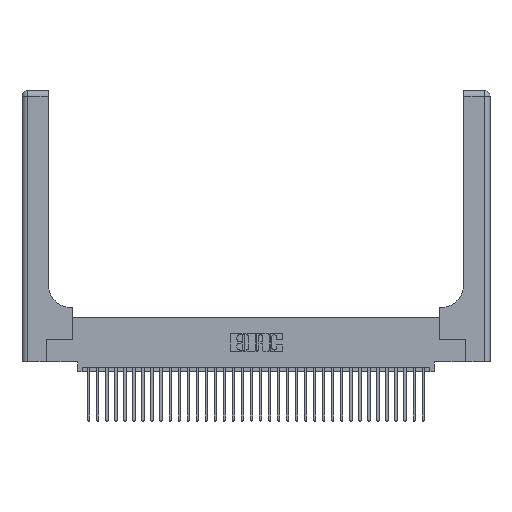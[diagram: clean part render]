
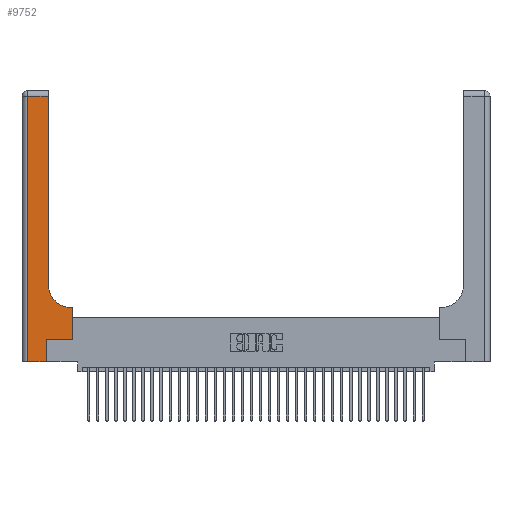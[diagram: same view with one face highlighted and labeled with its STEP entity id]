
A CAD part, top view. The second image highlights one B-rep face of the part: STEP entity #9752.
In plain terms, the highlighted planar face has unit normal (0, 0, 1).
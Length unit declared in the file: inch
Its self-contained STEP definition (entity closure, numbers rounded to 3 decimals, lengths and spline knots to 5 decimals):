
#112 = EDGE_CURVE ( 'NONE', #24018, #34152, #25437, .T. ) ;
#264 = ORIENTED_EDGE ( 'NONE', *, *, #7969, .T. ) ;
#541 = EDGE_CURVE ( 'NONE', #17351, #3081, #6036, .T. ) ;
#750 = DIRECTION ( 'NONE',  ( 0., 0., -1. ) ) ;
#1274 = CIRCLE ( 'NONE', #15020, 0.25 ) ;
#1686 = VECTOR ( 'NONE', #4191, 39.37008 ) ;
#1724 = CARTESIAN_POINT ( 'NONE',  ( 0.06, 2.94, 0.37 ) ) ;
#2781 = VECTOR ( 'NONE', #19888, 39.37008 ) ;
#3081 = VERTEX_POINT ( 'NONE', #23258 ) ;
#3477 = VECTOR ( 'NONE', #13268, 39.37008 ) ;
#4191 = DIRECTION ( 'NONE',  ( 1., 0., 0. ) ) ;
#5042 = FACE_OUTER_BOUND ( 'NONE', #14358, .T. ) ;
#5385 = VERTEX_POINT ( 'NONE', #16546 ) ;
#6036 = LINE ( 'NONE', #26443, #18119 ) ;
#6328 = VECTOR ( 'NONE', #18265, 39.37008 ) ;
#6506 = DIRECTION ( 'NONE',  ( 0., 1., 0. ) ) ;
#7717 = CARTESIAN_POINT ( 'NONE',  ( 0.2915, 3., 0.37 ) ) ;
#7969 = EDGE_CURVE ( 'NONE', #35512, #28475, #16383, .T. ) ;
#8054 = CARTESIAN_POINT ( 'NONE',  ( 0.5415, 0.85, 0.37 ) ) ;
#8110 = ORIENTED_EDGE ( 'NONE', *, *, #17333, .T. ) ;
#9752 = ADVANCED_FACE ( 'NONE', ( #5042 ), #17304, .F. ) ;
#10829 = DIRECTION ( 'NONE',  ( 1., 0., 0. ) ) ;
#10991 = LINE ( 'NONE', #25244, #32050 ) ;
#11103 = LINE ( 'NONE', #34730, #6328 ) ;
#11793 = CARTESIAN_POINT ( 'NONE',  ( 0.5585, 0.6, 0.37 ) ) ;
#11915 = EDGE_CURVE ( 'NONE', #34152, #17351, #24760, .T. ) ;
#12352 = EDGE_CURVE ( 'NONE', #26048, #5385, #10991, .T. ) ;
#12414 = CARTESIAN_POINT ( 'NONE',  ( 0.269, 0.25, 0.37 ) ) ;
#13268 = DIRECTION ( 'NONE',  ( 0., 1., 0. ) ) ;
#13633 = AXIS2_PLACEMENT_3D ( 'NONE', #22719, #750, #20073 ) ;
#14358 = EDGE_LOOP ( 'NONE', ( #27842, #23757, #32587, #14972, #8110, #264, #35684, #17663, #33268 ) ) ;
#14371 = CARTESIAN_POINT ( 'NONE',  ( 0., 2.94, 0.37 ) ) ;
#14723 = CARTESIAN_POINT ( 'NONE',  ( 0.5585, 0.25, 0.37 ) ) ;
#14972 = ORIENTED_EDGE ( 'NONE', *, *, #19798, .T. ) ;
#15020 = AXIS2_PLACEMENT_3D ( 'NONE', #8054, #27277, #10829 ) ;
#15728 = CARTESIAN_POINT ( 'NONE',  ( 0.5585, 0.25, 0.37 ) ) ;
#16383 = LINE ( 'NONE', #12414, #1686 ) ;
#16546 = CARTESIAN_POINT ( 'NONE',  ( 0.5415, 0.6, 0.37 ) ) ;
#17304 = PLANE ( 'NONE',  #13633 ) ;
#17333 = EDGE_CURVE ( 'NONE', #34788, #35512, #11103, .T. ) ;
#17351 = VERTEX_POINT ( 'NONE', #1724 ) ;
#17663 = ORIENTED_EDGE ( 'NONE', *, *, #12352, .T. ) ;
#18119 = VECTOR ( 'NONE', #21039, 39.37008 ) ;
#18265 = DIRECTION ( 'NONE',  ( 0., 1., 0. ) ) ;
#19211 = EDGE_CURVE ( 'NONE', #28475, #26048, #32212, .T. ) ;
#19798 = EDGE_CURVE ( 'NONE', #3081, #34788, #27891, .T. ) ;
#19888 = DIRECTION ( 'NONE',  ( -1., 0., 0. ) ) ;
#20073 = DIRECTION ( 'NONE',  ( -1., 0., 0. ) ) ;
#20216 = CARTESIAN_POINT ( 'NONE',  ( 0., 0., 0.37 ) ) ;
#21039 = DIRECTION ( 'NONE',  ( 0., -1., 0. ) ) ;
#22719 = CARTESIAN_POINT ( 'NONE',  ( 0., 3., 0.37 ) ) ;
#23083 = DIRECTION ( 'NONE',  ( 1., 0., 0. ) ) ;
#23258 = CARTESIAN_POINT ( 'NONE',  ( 0.06, 0., 0.37 ) ) ;
#23757 = ORIENTED_EDGE ( 'NONE', *, *, #11915, .T. ) ;
#24018 = VERTEX_POINT ( 'NONE', #30206 ) ;
#24760 = LINE ( 'NONE', #14371, #2781 ) ;
#24893 = VECTOR ( 'NONE', #6506, 39.37008 ) ;
#25244 = CARTESIAN_POINT ( 'NONE',  ( 0.2915, 0.6, 0.37 ) ) ;
#25437 = LINE ( 'NONE', #7717, #3477 ) ;
#26048 = VERTEX_POINT ( 'NONE', #11793 ) ;
#26253 = CARTESIAN_POINT ( 'NONE',  ( 0.269, 0., 0.37 ) ) ;
#26443 = CARTESIAN_POINT ( 'NONE',  ( 0.06, 3., 0.37 ) ) ;
#27060 = CARTESIAN_POINT ( 'NONE',  ( 0.269, 0.25, 0.37 ) ) ;
#27277 = DIRECTION ( 'NONE',  ( 0., 0., -1. ) ) ;
#27842 = ORIENTED_EDGE ( 'NONE', *, *, #112, .T. ) ;
#27891 = LINE ( 'NONE', #20216, #34329 ) ;
#28041 = DIRECTION ( 'NONE',  ( -1., 0., 0. ) ) ;
#28475 = VERTEX_POINT ( 'NONE', #15728 ) ;
#30206 = CARTESIAN_POINT ( 'NONE',  ( 0.2915, 0.85, 0.37 ) ) ;
#31937 = CARTESIAN_POINT ( 'NONE',  ( 0.2915, 2.94, 0.37 ) ) ;
#32050 = VECTOR ( 'NONE', #28041, 39.37008 ) ;
#32212 = LINE ( 'NONE', #14723, #24893 ) ;
#32587 = ORIENTED_EDGE ( 'NONE', *, *, #541, .T. ) ;
#33268 = ORIENTED_EDGE ( 'NONE', *, *, #33802, .T. ) ;
#33802 = EDGE_CURVE ( 'NONE', #5385, #24018, #1274, .T. ) ;
#34152 = VERTEX_POINT ( 'NONE', #31937 ) ;
#34329 = VECTOR ( 'NONE', #23083, 39.37008 ) ;
#34730 = CARTESIAN_POINT ( 'NONE',  ( 0.269, 0., 0.37 ) ) ;
#34788 = VERTEX_POINT ( 'NONE', #26253 ) ;
#35512 = VERTEX_POINT ( 'NONE', #27060 ) ;
#35684 = ORIENTED_EDGE ( 'NONE', *, *, #19211, .T. ) ;
